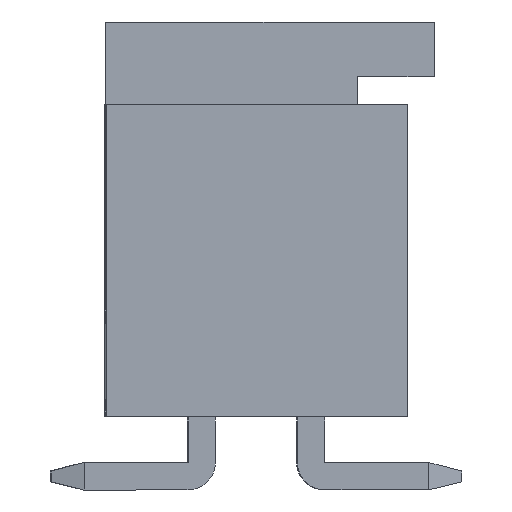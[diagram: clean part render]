
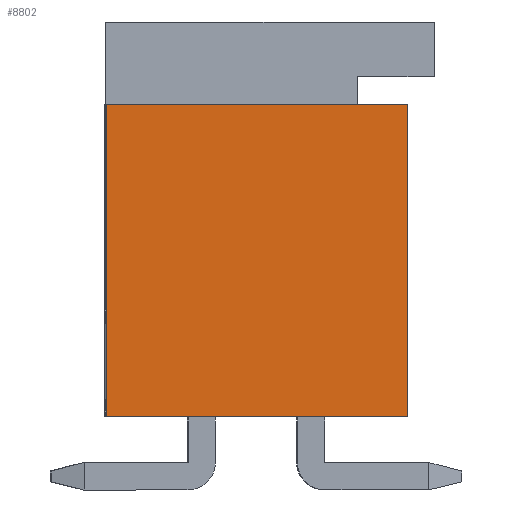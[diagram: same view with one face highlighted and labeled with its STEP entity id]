
A CAD part, front view. The second image highlights one B-rep face of the part: STEP entity #8802.
In plain terms, the highlighted face is planar.
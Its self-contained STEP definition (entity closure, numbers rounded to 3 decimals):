
#506=ORIENTED_EDGE('',*,*,#2191,.F.);
#507=ORIENTED_EDGE('',*,*,#1943,.F.);
#508=ORIENTED_EDGE('',*,*,#2192,.T.);
#509=ORIENTED_EDGE('',*,*,#2193,.T.);
#1943=EDGE_CURVE('',#2859,#2860,#3421,.T.);
#2191=EDGE_CURVE('',#2860,#3018,#3669,.T.);
#2192=EDGE_CURVE('',#2859,#3019,#3670,.T.);
#2193=EDGE_CURVE('',#3019,#3018,#3671,.T.);
#2859=VERTEX_POINT('',#11206);
#2860=VERTEX_POINT('',#11208);
#3018=VERTEX_POINT('',#11698);
#3019=VERTEX_POINT('',#11700);
#3421=LINE('',#11207,#4317);
#3669=LINE('',#11697,#4565);
#3670=LINE('',#11699,#4566);
#3671=LINE('',#11701,#4567);
#4317=VECTOR('',#9527,1000.);
#4565=VECTOR('',#9943,1000.);
#4566=VECTOR('',#9944,1000.);
#4567=VECTOR('',#9945,1000.);
#5267=EDGE_LOOP('',(#506,#507,#508,#509));
#5639=FACE_BOUND('',#5267,.T.);
#6002=PLANE('',#9160);
#8802=ADVANCED_FACE('',(#5639),#6002,.T.);
#9160=AXIS2_PLACEMENT_3D('',#11696,#9941,#9942);
#9527=DIRECTION('',(0.,1.,0.));
#9941=DIRECTION('',(1.,0.,0.));
#9942=DIRECTION('',(0.,0.,-1.));
#9943=DIRECTION('',(0.,0.,-1.));
#9944=DIRECTION('',(0.,0.,-1.));
#9945=DIRECTION('',(0.,1.,0.));
#11206=CARTESIAN_POINT('',(8.625,-2.75,2.85));
#11207=CARTESIAN_POINT('',(8.625,-2.75,2.85));
#11208=CARTESIAN_POINT('',(8.625,2.75,2.85));
#11696=CARTESIAN_POINT('',(8.625,-2.75,2.85));
#11697=CARTESIAN_POINT('',(8.625,2.75,2.85));
#11698=CARTESIAN_POINT('',(8.625,2.75,-2.85));
#11699=CARTESIAN_POINT('',(8.625,-2.75,2.85));
#11700=CARTESIAN_POINT('',(8.625,-2.75,-2.85));
#11701=CARTESIAN_POINT('',(8.625,-2.75,-2.85));
